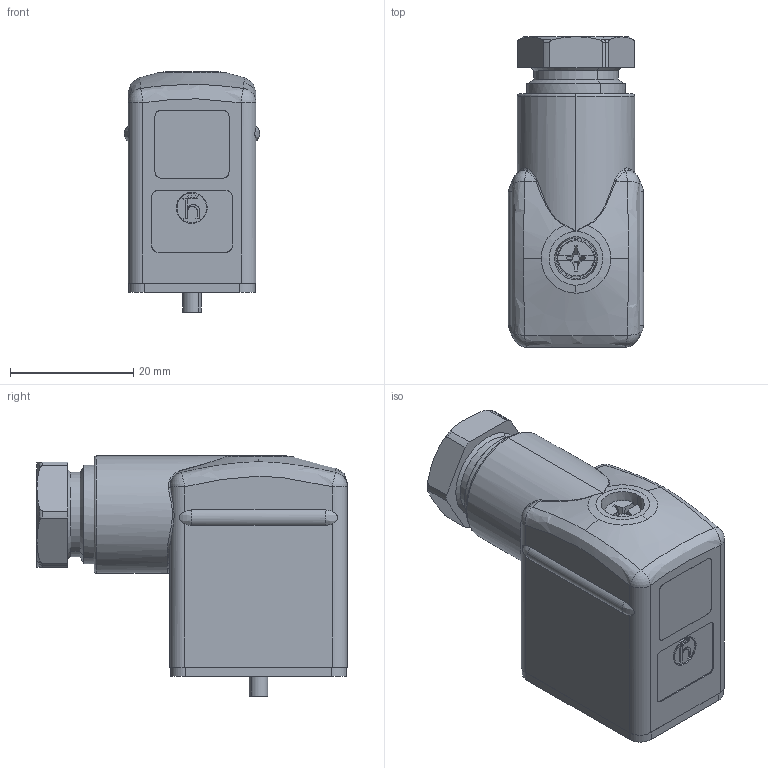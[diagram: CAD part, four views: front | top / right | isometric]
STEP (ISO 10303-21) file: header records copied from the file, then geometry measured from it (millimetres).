
FILE_DESCRIPTION(('CATIA V5 STEP Exchange','CAx-IF Rec.Pracs.--- Model Styling and Organization---1.5--- 2016-08-15','CAx-IF Rec.Pracs.---Supplemental Geometry---1.0---2011-11-01','CAx-IF Rec.Pracs.--- Composite Materials ---1.1---2010-07-15'),'2;1');
FILE_NAME ('024704-3_0', '2025-08-20T09:36:31+00:00', ('none'), ('Weidmueller'), 'CATIA Version 5-6 Release 2024 SP4', 'CATIA V5 STEP AP214 v3', 'none');
FILE_SCHEMA(('AUTOMOTIVE_DESIGN { 1 0 10303 214 1 1 1 1 }'));
Length unit declared in the file: millimetre
Products named in the file (1): 1873170000
Bounding box: 21.9 x 50.25 x 38.9 mm (x, y, z)
Volume: 23891.8 mm3; surface area: 8942.6 mm2
Topology: 1 solids, 1 shells, 895 faces, 2395 edges, 1580 vertices
Faces by surface type: plane 471, extrusion 229, cylinder 122, cone 33, bspline 21, torus 15, sphere 4
Entity records: 31826 total; most frequent: CARTESIAN_POINT 9919, ORIENTED_EDGE 4786, DIRECTION 3282, EDGE_CURVE 2393, VECTOR 1740, VERTEX_POINT 1580, LINE 1511, EDGE_LOOP 977
